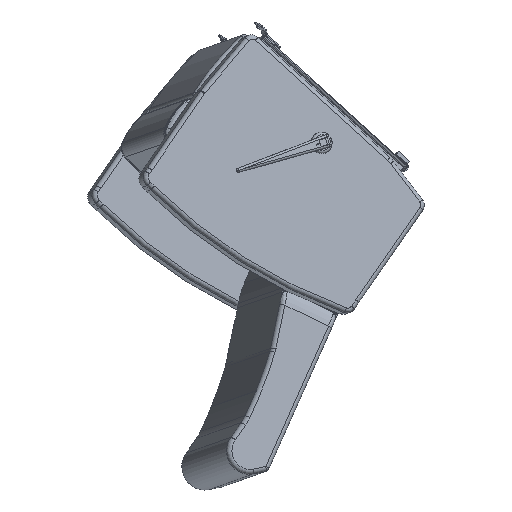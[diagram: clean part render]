
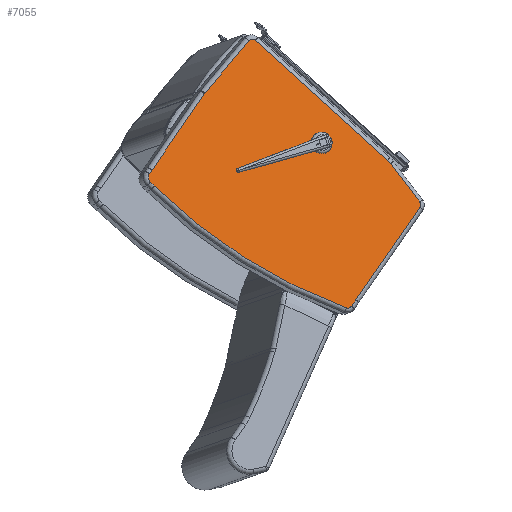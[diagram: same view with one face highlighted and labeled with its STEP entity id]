
A CAD part, left-side view. The second image highlights one B-rep face of the part: STEP entity #7055.
In plain terms, the highlighted face is planar.
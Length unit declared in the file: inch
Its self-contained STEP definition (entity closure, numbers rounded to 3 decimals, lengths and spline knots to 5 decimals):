
#702=CIRCLE('',#7876,59.75);
#706=CIRCLE('',#7882,0.5);
#708=CIRCLE('',#7886,2.5);
#711=CIRCLE('',#7890,0.5);
#715=CIRCLE('',#7895,0.5);
#718=CIRCLE('',#7900,59.75);
#720=CIRCLE('',#7902,0.5);
#721=CIRCLE('',#7905,0.75);
#1300=FACE_OUTER_BOUND('',#1739,.T.);
#1739=EDGE_LOOP('',(#6401,#6402,#6403,#6404,#6405,#6406,#6407,#6408,#6409,
#6410,#6411,#6412,#6413,#6414,#6415));
#2249=LINE('',#14084,#2774);
#2251=LINE('',#14115,#2776);
#2252=LINE('',#14131,#2777);
#2254=LINE('',#14150,#2779);
#2255=LINE('',#14175,#2780);
#2257=LINE('',#14192,#2782);
#2259=LINE('',#14211,#2784);
#2774=VECTOR('',#9882,0.3937);
#2776=VECTOR('',#9890,0.3937);
#2777=VECTOR('',#9899,0.3937);
#2779=VECTOR('',#9909,0.3937);
#2780=VECTOR('',#9920,0.3937);
#2782=VECTOR('',#9930,0.3937);
#2784=VECTOR('',#9944,0.3937);
#3385=VERTEX_POINT('',#14058);
#3386=VERTEX_POINT('',#14069);
#3387=VERTEX_POINT('',#14082);
#3388=VERTEX_POINT('',#14083);
#3391=VERTEX_POINT('',#14111);
#3392=VERTEX_POINT('',#14113);
#3393=VERTEX_POINT('',#14125);
#3394=VERTEX_POINT('',#14129);
#3395=VERTEX_POINT('',#14133);
#3397=VERTEX_POINT('',#14148);
#3399=VERTEX_POINT('',#14167);
#3401=VERTEX_POINT('',#14173);
#3403=VERTEX_POINT('',#14187);
#3404=VERTEX_POINT('',#14195);
#3405=VERTEX_POINT('',#14207);
#4374=EDGE_CURVE('',#3385,#3386,#702,.T.);
#4376=EDGE_CURVE('',#3387,#3388,#2249,.T.);
#4382=EDGE_CURVE('',#3392,#3391,#2251,.T.);
#4384=EDGE_CURVE('',#3393,#3392,#706,.T.);
#4386=EDGE_CURVE('',#3394,#3393,#2252,.T.);
#4388=EDGE_CURVE('',#3395,#3394,#708,.T.);
#4391=EDGE_CURVE('',#3397,#3395,#2254,.T.);
#4393=EDGE_CURVE('',#3399,#3397,#711,.T.);
#4396=EDGE_CURVE('',#3401,#3399,#2255,.T.);
#4399=EDGE_CURVE('',#3403,#3401,#715,.T.);
#4401=EDGE_CURVE('',#3388,#3403,#2257,.T.);
#4404=EDGE_CURVE('',#3404,#3385,#718,.T.);
#4406=EDGE_CURVE('',#3405,#3404,#720,.T.);
#4407=EDGE_CURVE('',#3391,#3405,#2259,.T.);
#4408=EDGE_CURVE('',#3386,#3387,#721,.T.);
#6401=ORIENTED_EDGE('',*,*,#4382,.F.);
#6402=ORIENTED_EDGE('',*,*,#4384,.F.);
#6403=ORIENTED_EDGE('',*,*,#4386,.F.);
#6404=ORIENTED_EDGE('',*,*,#4388,.F.);
#6405=ORIENTED_EDGE('',*,*,#4391,.F.);
#6406=ORIENTED_EDGE('',*,*,#4393,.F.);
#6407=ORIENTED_EDGE('',*,*,#4396,.F.);
#6408=ORIENTED_EDGE('',*,*,#4399,.F.);
#6409=ORIENTED_EDGE('',*,*,#4401,.F.);
#6410=ORIENTED_EDGE('',*,*,#4376,.F.);
#6411=ORIENTED_EDGE('',*,*,#4408,.F.);
#6412=ORIENTED_EDGE('',*,*,#4374,.F.);
#6413=ORIENTED_EDGE('',*,*,#4404,.F.);
#6414=ORIENTED_EDGE('',*,*,#4406,.F.);
#6415=ORIENTED_EDGE('',*,*,#4407,.F.);
#6634=PLANE('',#7911);
#7055=ADVANCED_FACE('',(#1300),#6634,.T.);
#7876=AXIS2_PLACEMENT_3D('',#14070,#9878,#9879);
#7882=AXIS2_PLACEMENT_3D('',#14127,#9893,#9894);
#7886=AXIS2_PLACEMENT_3D('',#14144,#9902,#9903);
#7890=AXIS2_PLACEMENT_3D('',#14169,#9912,#9913);
#7895=AXIS2_PLACEMENT_3D('',#14189,#9924,#9925);
#7900=AXIS2_PLACEMENT_3D('',#14197,#9936,#9937);
#7902=AXIS2_PLACEMENT_3D('',#14209,#9940,#9941);
#7905=AXIS2_PLACEMENT_3D('',#14213,#9947,#9948);
#7911=AXIS2_PLACEMENT_3D('',#14223,#9963,#9964);
#9878=DIRECTION('center_axis',(0.,0.,-1.));
#9879=DIRECTION('ref_axis',(0.05,0.999,0.));
#9882=DIRECTION('',(0.106,-0.994,0.));
#9890=DIRECTION('',(-0.106,0.994,0.));
#9893=DIRECTION('center_axis',(0.,0.,-1.));
#9894=DIRECTION('ref_axis',(-0.735,-0.679,0.));
#9899=DIRECTION('',(-0.983,0.184,0.));
#9902=DIRECTION('center_axis',(0.,0.,-1.));
#9903=DIRECTION('ref_axis',(-0.092,-0.996,0.));
#9909=DIRECTION('',(-1.,-0.001,0.));
#9912=DIRECTION('center_axis',(0.,0.,-1.));
#9913=DIRECTION('ref_axis',(0.712,-0.702,0.));
#9920=DIRECTION('',(0.014,-1.,0.));
#9924=DIRECTION('center_axis',(0.,0.,-1.));
#9925=DIRECTION('ref_axis',(0.998,0.062,0.));
#9930=DIRECTION('',(0.11,-0.994,0.));
#9936=DIRECTION('center_axis',(0.,0.,-1.));
#9937=DIRECTION('ref_axis',(-0.174,0.985,0.));
#9940=DIRECTION('center_axis',(0.,0.,-1.));
#9941=DIRECTION('ref_axis',(-0.859,0.512,0.));
#9944=DIRECTION('',(-0.106,0.994,0.));
#9947=DIRECTION('center_axis',(0.,0.,-1.));
#9948=DIRECTION('ref_axis',(0.669,0.743,0.));
#9963=DIRECTION('center_axis',(0.,0.,1.));
#9964=DIRECTION('ref_axis',(1.,0.,0.));
#14058=CARTESIAN_POINT('',(30.35305,-10.41044,3.));
#14069=CARTESIAN_POINT('',(30.96931,-10.4412,3.));
#14070=CARTESIAN_POINT('Origin',(27.68214,-70.10071,3.));
#14082=CARTESIAN_POINT('',(31.67349,-11.06456,3.));
#14083=CARTESIAN_POINT('',(31.72615,-11.55846,3.));
#14084=CARTESIAN_POINT('',(31.9615,-13.76578,3.));
#14111=CARTESIAN_POINT('',(5.07948,-16.22891,3.));
#14113=CARTESIAN_POINT('',(6.42687,-28.85763,3.));
#14115=CARTESIAN_POINT('',(5.95876,-24.47018,3.));
#14125=CARTESIAN_POINT('',(6.83187,-29.29602,3.));
#14127=CARTESIAN_POINT('Origin',(6.92405,-28.80459,3.));
#14129=CARTESIAN_POINT('',(12.11389,-30.28672,3.));
#14131=CARTESIAN_POINT('',(13.84383,-30.61119,3.));
#14133=CARTESIAN_POINT('',(12.57757,-30.32957,3.));
#14144=CARTESIAN_POINT('Origin',(12.57476,-27.82957,3.));
#14148=CARTESIAN_POINT('',(32.48755,-30.31847,3.));
#14150=CARTESIAN_POINT('',(25.75379,-30.32222,3.));
#14167=CARTESIAN_POINT('',(32.98722,-29.81165,3.));
#14169=CARTESIAN_POINT('Origin',(32.48727,-29.81847,3.));
#14173=CARTESIAN_POINT('',(32.88094,-22.0233,3.));
#14175=CARTESIAN_POINT('',(32.85178,-19.88638,3.));
#14187=CARTESIAN_POINT('',(32.87796,-21.97517,3.));
#14189=CARTESIAN_POINT('Origin',(32.38099,-22.03012,3.));
#14192=CARTESIAN_POINT('',(31.99514,-13.99111,3.));
#14195=CARTESIAN_POINT('',(5.29373,-14.84155,3.));
#14197=CARTESIAN_POINT('Origin',(27.98863,-70.11364,3.));
#14207=CARTESIAN_POINT('',(4.98646,-15.35712,3.));
#14209=CARTESIAN_POINT('Origin',(5.48364,-15.30407,3.));
#14211=CARTESIAN_POINT('',(5.24561,-17.78599,3.));
#14213=CARTESIAN_POINT('Origin',(30.93412,-11.19038,3.));
#14223=CARTESIAN_POINT('Origin',(18.,-18.,3.));
